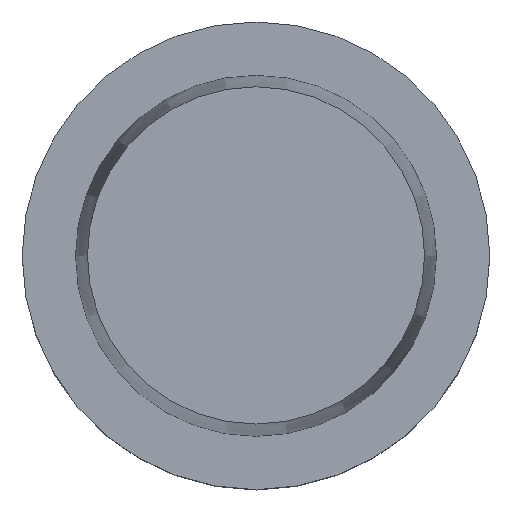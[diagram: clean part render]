
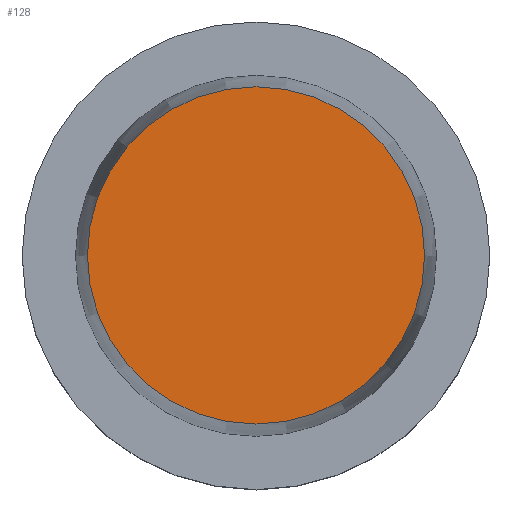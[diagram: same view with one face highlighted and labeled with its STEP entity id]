
A CAD part, top view. The second image highlights one B-rep face of the part: STEP entity #128.
In plain terms, the highlighted planar face has unit normal (0, 0, 1).
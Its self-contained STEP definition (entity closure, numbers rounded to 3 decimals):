
#63=PLANE('',#583);
#128=ADVANCED_FACE('',(#153),#63,.T.);
#153=FACE_OUTER_BOUND('',#199,.T.);
#199=EDGE_LOOP('',(#344));
#243=CIRCLE('',#582,22.712);
#344=ORIENTED_EDGE('',*,*,#451,.T.);
#393=VERTEX_POINT('',#876);
#451=EDGE_CURVE('',#393,#393,#243,.T.);
#582=AXIS2_PLACEMENT_3D('',#875,#743,#744);
#583=AXIS2_PLACEMENT_3D('',#877,#745,#746);
#743=DIRECTION('',(0.,0.,1.));
#744=DIRECTION('',(1.,0.,0.));
#745=DIRECTION('',(0.,0.,1.));
#746=DIRECTION('',(1.,0.,0.));
#875=CARTESIAN_POINT('',(0.,0.,32.));
#876=CARTESIAN_POINT('',(22.712,0.,32.));
#877=CARTESIAN_POINT('',(0.,0.,32.));
